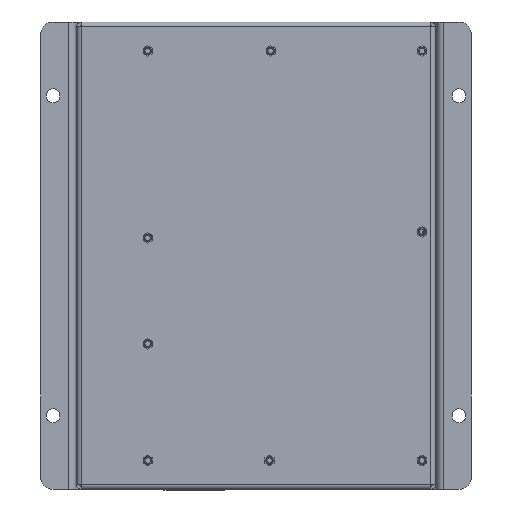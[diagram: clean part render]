
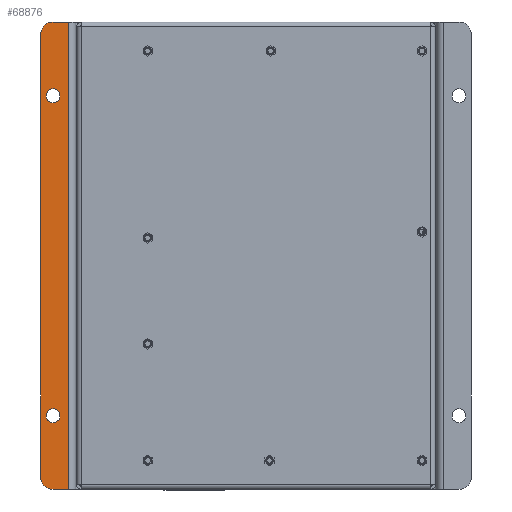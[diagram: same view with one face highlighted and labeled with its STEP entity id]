
A CAD part, front view. The second image highlights one B-rep face of the part: STEP entity #68876.
In plain terms, the highlighted planar face has unit normal (0, -1, 0).
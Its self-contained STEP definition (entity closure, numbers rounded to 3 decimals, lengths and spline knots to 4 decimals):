
#2611=FACE_BOUND('',#12419,.T.);
#2612=FACE_BOUND('',#12420,.T.);
#4403=CIRCLE('',#73909,0.1406);
#4405=CIRCLE('',#73912,0.1406);
#4472=CIRCLE('',#73987,0.25);
#4481=CIRCLE('',#73998,0.25);
#8230=FACE_OUTER_BOUND('',#12418,.T.);
#12418=EDGE_LOOP('',(#52915,#52916,#52917,#52918,#52919,#52920));
#12419=EDGE_LOOP('',(#52921));
#12420=EDGE_LOOP('',(#52922));
#17145=LINE('',#114970,#22910);
#17154=LINE('',#115002,#22919);
#17155=LINE('',#115006,#22920);
#17156=LINE('',#115007,#22921);
#22910=VECTOR('',#86503,0.3937);
#22919=VECTOR('',#86530,0.3937);
#22920=VECTOR('',#86533,0.3937);
#22921=VECTOR('',#86534,0.3937);
#29419=VERTEX_POINT('',#114756);
#29421=VERTEX_POINT('',#114762);
#29515=VERTEX_POINT('',#114963);
#29516=VERTEX_POINT('',#114965);
#29517=VERTEX_POINT('',#114969);
#29531=VERTEX_POINT('',#115001);
#29532=VERTEX_POINT('',#115003);
#29533=VERTEX_POINT('',#115005);
#37649=EDGE_CURVE('',#29419,#29419,#4403,.T.);
#37652=EDGE_CURVE('',#29421,#29421,#4405,.T.);
#37751=EDGE_CURVE('',#29515,#29516,#4472,.T.);
#37753=EDGE_CURVE('',#29516,#29517,#17145,.T.);
#37770=EDGE_CURVE('',#29531,#29515,#17154,.T.);
#37771=EDGE_CURVE('',#29532,#29531,#4481,.T.);
#37772=EDGE_CURVE('',#29533,#29532,#17155,.T.);
#37773=EDGE_CURVE('',#29533,#29517,#17156,.T.);
#52915=ORIENTED_EDGE('',*,*,#37751,.F.);
#52916=ORIENTED_EDGE('',*,*,#37770,.F.);
#52917=ORIENTED_EDGE('',*,*,#37771,.F.);
#52918=ORIENTED_EDGE('',*,*,#37772,.F.);
#52919=ORIENTED_EDGE('',*,*,#37773,.T.);
#52920=ORIENTED_EDGE('',*,*,#37753,.F.);
#52921=ORIENTED_EDGE('',*,*,#37649,.T.);
#52922=ORIENTED_EDGE('',*,*,#37652,.T.);
#62056=PLANE('',#73997);
#68876=ADVANCED_FACE('',(#8230,#2611,#2612),#62056,.F.);
#73909=AXIS2_PLACEMENT_3D('',#114758,#86309,#86310);
#73912=AXIS2_PLACEMENT_3D('',#114764,#86316,#86317);
#73987=AXIS2_PLACEMENT_3D('',#114966,#86498,#86499);
#73997=AXIS2_PLACEMENT_3D('',#115000,#86528,#86529);
#73998=AXIS2_PLACEMENT_3D('',#115004,#86531,#86532);
#86309=DIRECTION('center_axis',(0.,1.,0.));
#86310=DIRECTION('ref_axis',(0.,0.,
1.));
#86316=DIRECTION('center_axis',(0.,1.,0.));
#86317=DIRECTION('ref_axis',(0.,0.,
1.));
#86498=DIRECTION('center_axis',(0.,1.,0.));
#86499=DIRECTION('ref_axis',(-0.707,0.,0.707));
#86503=DIRECTION('',(1.,0.,0.));
#86528=DIRECTION('center_axis',(0.,1.,0.));
#86529=DIRECTION('ref_axis',(0.,0.,
-1.));
#86530=DIRECTION('',(0.,0.,1.));
#86531=DIRECTION('center_axis',(0.,1.,0.));
#86532=DIRECTION('ref_axis',(-0.707,0.,-0.707));
#86533=DIRECTION('',(-1.,0.,0.));
#86534=DIRECTION('',(0.,0.,1.));
#114756=CARTESIAN_POINT('',(-4.125,-0.375,-3.3906));
#114758=CARTESIAN_POINT('Origin',(-4.125,-0.375,-3.25));
#114762=CARTESIAN_POINT('',(-4.125,-0.375,3.1094));
#114764=CARTESIAN_POINT('Origin',(-4.125,-0.375,3.25));
#114963=CARTESIAN_POINT('',(-4.375,-0.375,4.5));
#114965=CARTESIAN_POINT('',(-4.125,-0.375,4.75));
#114966=CARTESIAN_POINT('Origin',(-4.125,-0.375,4.5));
#114969=CARTESIAN_POINT('',(-3.8165,-0.375,4.75));
#114970=CARTESIAN_POINT('',(-4.375,-0.375,4.75));
#115000=CARTESIAN_POINT('Origin',(-4.0703,-0.375,0.));
#115001=CARTESIAN_POINT('',(-4.375,-0.375,-4.5));
#115002=CARTESIAN_POINT('',(-4.375,-0.375,-4.75));
#115003=CARTESIAN_POINT('',(-4.125,-0.375,-4.75));
#115004=CARTESIAN_POINT('Origin',(-4.125,-0.375,-4.5));
#115005=CARTESIAN_POINT('',(-3.8165,-0.375,-4.75));
#115006=CARTESIAN_POINT('',(-3.7655,-0.375,-4.75));
#115007=CARTESIAN_POINT('',(-3.8165,-0.375,2.375));
